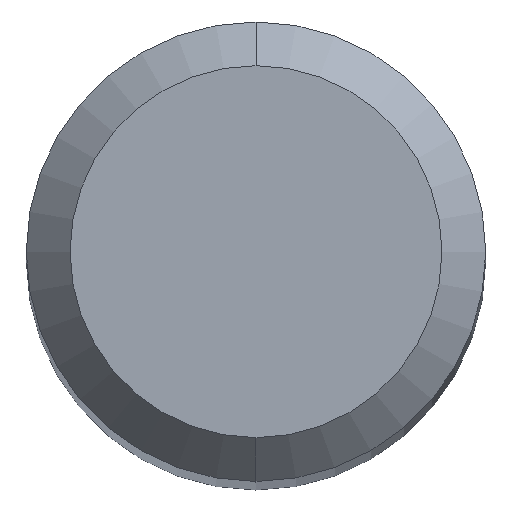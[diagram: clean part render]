
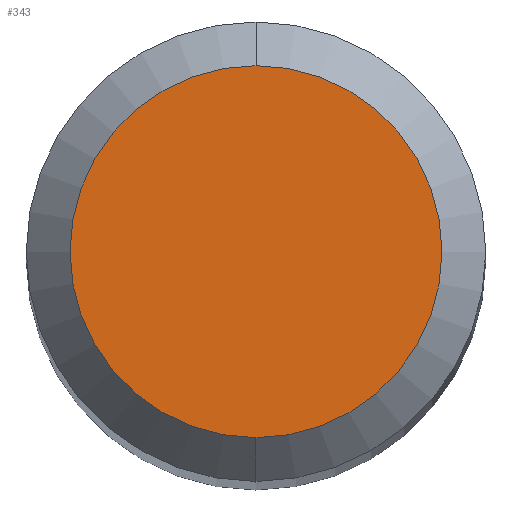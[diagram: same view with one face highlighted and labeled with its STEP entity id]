
A CAD part, top view. The second image highlights one B-rep face of the part: STEP entity #343.
In plain terms, the highlighted planar face has unit normal (0, 0, 1).
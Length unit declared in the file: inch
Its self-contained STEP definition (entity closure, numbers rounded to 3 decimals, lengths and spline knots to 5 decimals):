
#1 = CIRCLE ( 'NONE', #275, 0.06375 ) ;
#61 = DIRECTION ( 'NONE',  ( 0., 1., 0. ) ) ;
#141 = EDGE_CURVE ( 'NONE', #447, #178, #379, .T. ) ;
#143 = FACE_OUTER_BOUND ( 'NONE', #437, .T. ) ;
#150 = CARTESIAN_POINT ( 'NONE',  ( 0., -0.06375, 0. ) ) ;
#152 = DIRECTION ( 'NONE',  ( 0., 0., 1. ) ) ;
#158 = CARTESIAN_POINT ( 'NONE',  ( 0., 0.06375, 0. ) ) ;
#178 = VERTEX_POINT ( 'NONE', #150 ) ;
#200 = AXIS2_PLACEMENT_3D ( 'NONE', #450, #254, #61 ) ;
#239 = ORIENTED_EDGE ( 'NONE', *, *, #374, .T. ) ;
#254 = DIRECTION ( 'NONE',  ( 0., 0., -1. ) ) ;
#257 = CARTESIAN_POINT ( 'NONE',  ( 0., 0., 0. ) ) ;
#275 = AXIS2_PLACEMENT_3D ( 'NONE', #340, #152, #297 ) ;
#291 = PLANE ( 'NONE',  #200 ) ;
#297 = DIRECTION ( 'NONE',  ( 0., -1., 0. ) ) ;
#336 = ORIENTED_EDGE ( 'NONE', *, *, #141, .T. ) ;
#340 = CARTESIAN_POINT ( 'NONE',  ( 0., 0., 0. ) ) ;
#343 = ADVANCED_FACE ( 'NONE', ( #143 ), #291, .F. ) ;
#374 = EDGE_CURVE ( 'NONE', #178, #447, #1, .T. ) ;
#379 = CIRCLE ( 'NONE', #506, 0.06375 ) ;
#426 = DIRECTION ( 'NONE',  ( 0., 0., 1. ) ) ;
#437 = EDGE_LOOP ( 'NONE', ( #336, #239 ) ) ;
#447 = VERTEX_POINT ( 'NONE', #158 ) ;
#450 = CARTESIAN_POINT ( 'NONE',  ( 0., 0.06375, 0. ) ) ;
#497 = DIRECTION ( 'NONE',  ( 0., -1., 0. ) ) ;
#506 = AXIS2_PLACEMENT_3D ( 'NONE', #257, #426, #497 ) ;
